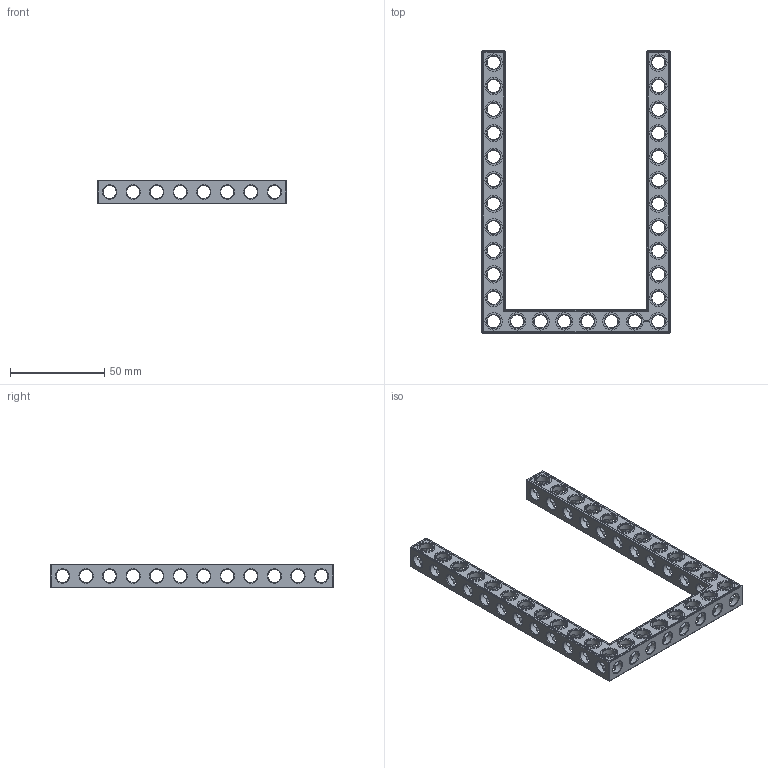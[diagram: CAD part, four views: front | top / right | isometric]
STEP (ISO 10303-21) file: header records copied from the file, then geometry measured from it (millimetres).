
FILE_DESCRIPTION(('FreeCAD Model'),'2;1');
FILE_NAME('Open CASCADE Shape Model','2022-02-23T21:47:25',( 'Paulo Kiefe'),('STEMFIE.org'),'Open CASCADE STEP processor 7.5', 'FreeCAD','Unknown');
FILE_SCHEMA(('AUTOMOTIVE_DESIGN { 1 0 10303 214 1 1 1 1 }'));
Products named in the file (1): Beam AGD ESS USH SYM BU08x12x01 - SPN-BEM-0414 (stemfie.org)
Bounding box: 100 x 150 x 12.5 mm (x, y, z)
Volume: 29317.2 mm3; surface area: 26219.8 mm2
Topology: 1 solids, 1 shells, 830 faces, 2490 edges, 1606 vertices
Faces by surface type: plane 425, cylinder 181, cone 122, extrusion 102
Full cylindrical faces by diameter (mm): 6.98 x26, 7 x125, 9.2 x30
Entity records: 175960 total; most frequent: CARTESIAN_POINT 129049, DIRECTION 7744, ORIENTED_EDGE 4980, PCURVE 4980, DEFINITIONAL_REPRESENTATION 4980, VECTOR 4974, LINE 4872, EDGE_CURVE 2490
